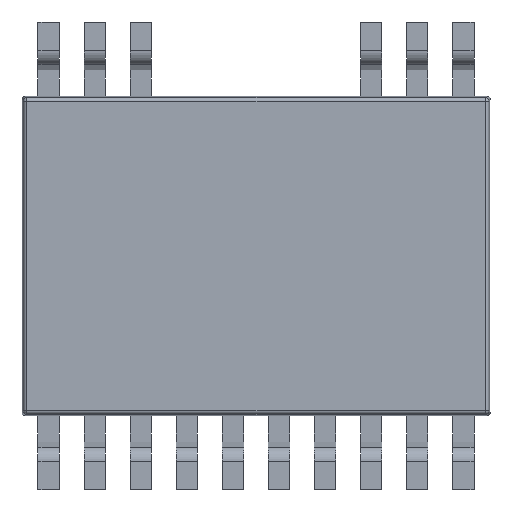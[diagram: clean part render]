
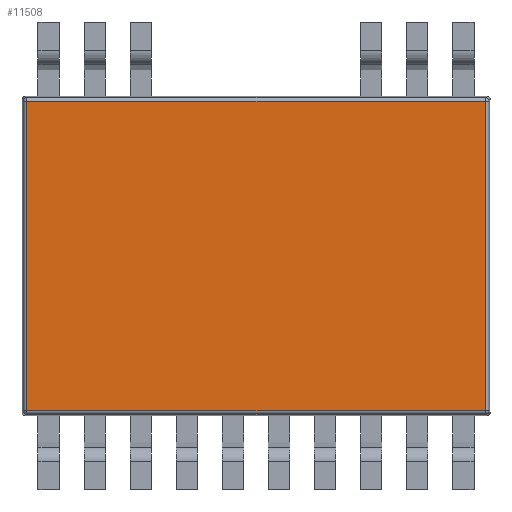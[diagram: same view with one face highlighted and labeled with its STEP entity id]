
A CAD part, front view. The second image highlights one B-rep face of the part: STEP entity #11508.
In plain terms, the highlighted planar face has unit normal (0, -1, 0).
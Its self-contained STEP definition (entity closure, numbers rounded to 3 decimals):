
#27 = CARTESIAN_POINT ( 'NONE',  ( -3.232, 0.1, -2.182 ) ) ;
#62 = CARTESIAN_POINT ( 'NONE',  ( 3.232, 0.1, -2.182 ) ) ;
#291 = VECTOR ( 'NONE', #7688, 1000. ) ;
#725 = DIRECTION ( 'NONE',  ( -1., 0., 0. ) ) ;
#824 = EDGE_CURVE ( 'NONE', #3561, #11771, #3094, .T. ) ;
#996 = CARTESIAN_POINT ( 'NONE',  ( 3.232, 0.1, 2.182 ) ) ;
#1140 = LINE ( 'NONE', #1378, #10130 ) ;
#1246 = CARTESIAN_POINT ( 'NONE',  ( 0., 0.1, 0. ) ) ;
#1378 = CARTESIAN_POINT ( 'NONE',  ( -3.232, 0.1, -2.229 ) ) ;
#1686 = CARTESIAN_POINT ( 'NONE',  ( -3.279, 0.1, 2.182 ) ) ;
#2340 = ORIENTED_EDGE ( 'NONE', *, *, #5811, .T. ) ;
#2995 = VECTOR ( 'NONE', #725, 1000. ) ;
#3094 = LINE ( 'NONE', #11488, #291 ) ;
#3460 = DIRECTION ( 'NONE',  ( 0., 0., -1. ) ) ;
#3561 = VERTEX_POINT ( 'NONE', #62 ) ;
#5602 = ORIENTED_EDGE ( 'NONE', *, *, #824, .T. ) ;
#5811 = EDGE_CURVE ( 'NONE', #14858, #3561, #11486, .T. ) ;
#5940 = FACE_OUTER_BOUND ( 'NONE', #7932, .T. ) ;
#6594 = LINE ( 'NONE', #1686, #2995 ) ;
#7688 = DIRECTION ( 'NONE',  ( 0., 0., 1. ) ) ;
#7870 = CARTESIAN_POINT ( 'NONE',  ( -3.232, 0.1, 2.182 ) ) ;
#7932 = EDGE_LOOP ( 'NONE', ( #12836, #13807, #2340, #5602 ) ) ;
#8039 = AXIS2_PLACEMENT_3D ( 'NONE', #1246, #14832, #13629 ) ;
#8075 = EDGE_CURVE ( 'NONE', #15122, #14858, #1140, .T. ) ;
#10130 = VECTOR ( 'NONE', #3460, 1000. ) ;
#11229 = EDGE_CURVE ( 'NONE', #11771, #15122, #6594, .T. ) ;
#11486 = LINE ( 'NONE', #13972, #12520 ) ;
#11488 = CARTESIAN_POINT ( 'NONE',  ( 3.232, 0.1, 2.229 ) ) ;
#11508 = ADVANCED_FACE ( 'NONE', ( #5940 ), #15627, .F. ) ;
#11553 = DIRECTION ( 'NONE',  ( 1., 0., 0. ) ) ;
#11771 = VERTEX_POINT ( 'NONE', #996 ) ;
#12520 = VECTOR ( 'NONE', #11553, 1000. ) ;
#12836 = ORIENTED_EDGE ( 'NONE', *, *, #11229, .T. ) ;
#13629 = DIRECTION ( 'NONE',  ( 1., 0., 0. ) ) ;
#13807 = ORIENTED_EDGE ( 'NONE', *, *, #8075, .T. ) ;
#13972 = CARTESIAN_POINT ( 'NONE',  ( 3.279, 0.1, -2.182 ) ) ;
#14832 = DIRECTION ( 'NONE',  ( 0., 1., 0. ) ) ;
#14858 = VERTEX_POINT ( 'NONE', #27 ) ;
#15122 = VERTEX_POINT ( 'NONE', #7870 ) ;
#15627 = PLANE ( 'NONE',  #8039 ) ;
